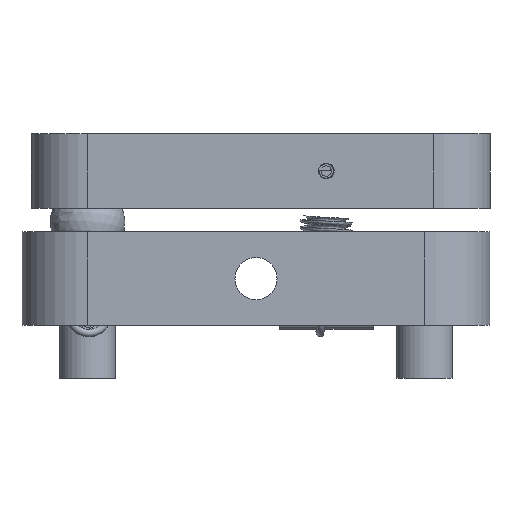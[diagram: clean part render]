
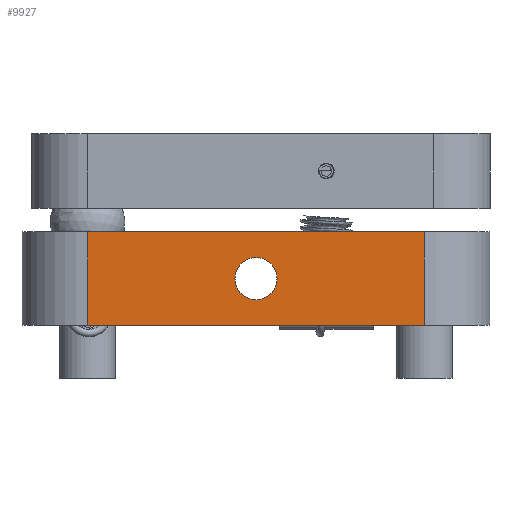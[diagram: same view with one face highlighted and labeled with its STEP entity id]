
A CAD part, left-side view. The second image highlights one B-rep face of the part: STEP entity #9927.
In plain terms, the highlighted planar face has unit normal (-1, 0, 0).
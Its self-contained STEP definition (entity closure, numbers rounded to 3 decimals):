
#727 = EDGE_CURVE ( 'NONE', #3716, #6622, #756, .T. ) ;
#756 = LINE ( 'NONE', #3950, #4699 ) ;
#838 = ORIENTED_EDGE ( 'NONE', *, *, #8870, .F. ) ;
#1029 = AXIS2_PLACEMENT_3D ( 'NONE', #8233, #6726, #5986 ) ;
#1287 = EDGE_CURVE ( 'NONE', #4803, #4803, #5877, .T. ) ;
#1290 = VERTEX_POINT ( 'NONE', #4420 ) ;
#1342 = LINE ( 'NONE', #6792, #6739 ) ;
#1629 = DIRECTION ( 'NONE',  ( 0., 1., 0. ) ) ;
#1638 = ORIENTED_EDGE ( 'NONE', *, *, #1287, .T. ) ;
#2153 = LINE ( 'NONE', #8836, #5551 ) ;
#2198 = ORIENTED_EDGE ( 'NONE', *, *, #2298, .F. ) ;
#2298 = EDGE_CURVE ( 'NONE', #3716, #1290, #4623, .T. ) ;
#2612 = ORIENTED_EDGE ( 'NONE', *, *, #9679, .T. ) ;
#2993 = CARTESIAN_POINT ( 'NONE',  ( 7.522, -32.558, 44. ) ) ;
#3164 = DIRECTION ( 'NONE',  ( 0., 0., -1. ) ) ;
#3207 = CARTESIAN_POINT ( 'NONE',  ( 7.522, 3.442, 54. ) ) ;
#3716 = VERTEX_POINT ( 'NONE', #9057 ) ;
#3950 = CARTESIAN_POINT ( 'NONE',  ( 7.522, 3.442, 54. ) ) ;
#3979 = DIRECTION ( 'NONE',  ( 0., 0., -1. ) ) ;
#4420 = CARTESIAN_POINT ( 'NONE',  ( 7.522, -32.558, 54. ) ) ;
#4623 = LINE ( 'NONE', #3207, #7049 ) ;
#4699 = VECTOR ( 'NONE', #3164, 1000. ) ;
#4763 = ORIENTED_EDGE ( 'NONE', *, *, #727, .T. ) ;
#4803 = VERTEX_POINT ( 'NONE', #9561 ) ;
#4945 = CARTESIAN_POINT ( 'NONE',  ( 7.522, 3.442, 44. ) ) ;
#4949 = EDGE_LOOP ( 'NONE', ( #2612, #838, #2198, #4763 ) ) ;
#5551 = VECTOR ( 'NONE', #3979, 1000. ) ;
#5602 = FACE_BOUND ( 'NONE', #6903, .T. ) ;
#5877 = CIRCLE ( 'NONE', #1029, 2.25 ) ;
#5986 = DIRECTION ( 'NONE',  ( 0., 0., -1. ) ) ;
#6153 = DIRECTION ( 'NONE',  ( 0., -1., 0. ) ) ;
#6401 = DIRECTION ( 'NONE',  ( 0., -1., 0. ) ) ;
#6438 = CARTESIAN_POINT ( 'NONE',  ( 7.522, 3.442, 54. ) ) ;
#6622 = VERTEX_POINT ( 'NONE', #4945 ) ;
#6726 = DIRECTION ( 'NONE',  ( 1., 0., 0. ) ) ;
#6739 = VECTOR ( 'NONE', #6153, 1000. ) ;
#6792 = CARTESIAN_POINT ( 'NONE',  ( 7.522, 3.442, 44. ) ) ;
#6903 = EDGE_LOOP ( 'NONE', ( #1638 ) ) ;
#7049 = VECTOR ( 'NONE', #6401, 1000. ) ;
#7146 = VERTEX_POINT ( 'NONE', #2993 ) ;
#8104 = PLANE ( 'NONE',  #9401 ) ;
#8233 = CARTESIAN_POINT ( 'NONE',  ( 7.522, -14.558, 49. ) ) ;
#8778 = DIRECTION ( 'NONE',  ( 1., 0., 0. ) ) ;
#8836 = CARTESIAN_POINT ( 'NONE',  ( 7.522, -32.558, 54. ) ) ;
#8870 = EDGE_CURVE ( 'NONE', #1290, #7146, #2153, .T. ) ;
#9057 = CARTESIAN_POINT ( 'NONE',  ( 7.522, 3.442, 54. ) ) ;
#9401 = AXIS2_PLACEMENT_3D ( 'NONE', #6438, #8778, #1629 ) ;
#9518 = FACE_OUTER_BOUND ( 'NONE', #4949, .T. ) ;
#9561 = CARTESIAN_POINT ( 'NONE',  ( 7.522, -14.558, 46.75 ) ) ;
#9679 = EDGE_CURVE ( 'NONE', #6622, #7146, #1342, .T. ) ;
#9927 = ADVANCED_FACE ( 'NONE', ( #5602, #9518 ), #8104, .F. ) ;
